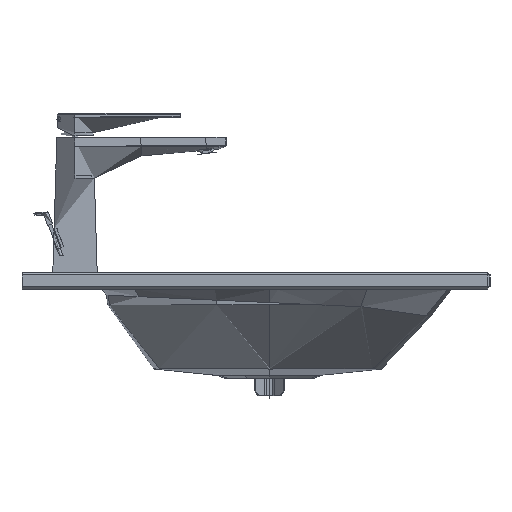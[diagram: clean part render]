
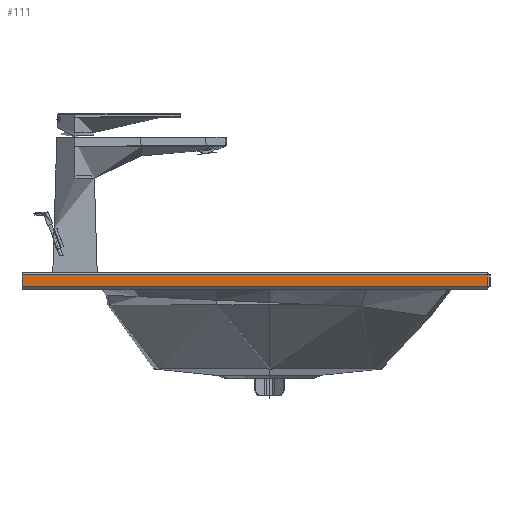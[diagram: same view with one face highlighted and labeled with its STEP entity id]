
A CAD part, left-side view. The second image highlights one B-rep face of the part: STEP entity #111.
In plain terms, the highlighted planar face has unit normal (-1, 0, 0).
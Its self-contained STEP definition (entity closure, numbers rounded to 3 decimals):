
#111=ADVANCED_FACE('',(#421),#5070,.T.);
#421=FACE_OUTER_BOUND('',#734,.T.);
#734=EDGE_LOOP('',(#1272,#1273,#1274,#1275));
#1272=ORIENTED_EDGE('',*,*,#2832,.F.);
#1273=ORIENTED_EDGE('',*,*,#2743,.T.);
#1274=ORIENTED_EDGE('',*,*,#2740,.F.);
#1275=ORIENTED_EDGE('',*,*,#2831,.F.);
#2740=EDGE_CURVE('',#4566,#4567,#3643,.T.);
#2743=EDGE_CURVE('',#4568,#4567,#3644,.T.);
#2831=EDGE_CURVE('',#4628,#4566,#3732,.T.);
#2832=EDGE_CURVE('',#4568,#4628,#3733,.T.);
#3643=B_SPLINE_CURVE_WITH_KNOTS('',1,(#109790,#109791),.UNSPECIFIED.,.F.,
 .F.,(2,2),(0.,482.),.UNSPECIFIED.);
#3644=B_SPLINE_CURVE_WITH_KNOTS('',1,(#109798,#109799),.UNSPECIFIED.,.F.,
 .F.,(2,2),(0.,12.),.UNSPECIFIED.);
#3732=B_SPLINE_CURVE_WITH_KNOTS('',1,(#112121,#112122),.UNSPECIFIED.,.F.,
 .F.,(2,2),(0.,12.),.UNSPECIFIED.);
#3733=B_SPLINE_CURVE_WITH_KNOTS('',1,(#112123,#112124),.UNSPECIFIED.,.F.,
 .F.,(2,2),(0.,482.),.UNSPECIFIED.);
#4566=VERTEX_POINT('',#107500);
#4567=VERTEX_POINT('',#107501);
#4568=VERTEX_POINT('',#107502);
#4628=VERTEX_POINT('',#107562);
#5070=PLANE('',#5400);
#5400=AXIS2_PLACEMENT_3D('',#49033,#5460,$);
#5460=DIRECTION('',(-1.,0.,0.));
#49033=CARTESIAN_POINT('',(-410.073,290.701,38.719));
#107500=CARTESIAN_POINT('',(-410.073,-239.5,39.92));
#107501=CARTESIAN_POINT('',(-410.073,242.5,39.92));
#107502=CARTESIAN_POINT('',(-410.073,242.5,51.92));
#107562=CARTESIAN_POINT('',(-410.073,-239.5,51.92));
#109790=CARTESIAN_POINT('',(-410.073,-239.5,39.92));
#109791=CARTESIAN_POINT('',(-410.073,242.5,39.92));
#109798=CARTESIAN_POINT('',(-410.073,242.5,51.92));
#109799=CARTESIAN_POINT('',(-410.073,242.5,39.92));
#112121=CARTESIAN_POINT('',(-410.073,-239.5,51.92));
#112122=CARTESIAN_POINT('',(-410.073,-239.5,39.92));
#112123=CARTESIAN_POINT('',(-410.073,242.5,51.92));
#112124=CARTESIAN_POINT('',(-410.073,-239.5,51.92));
